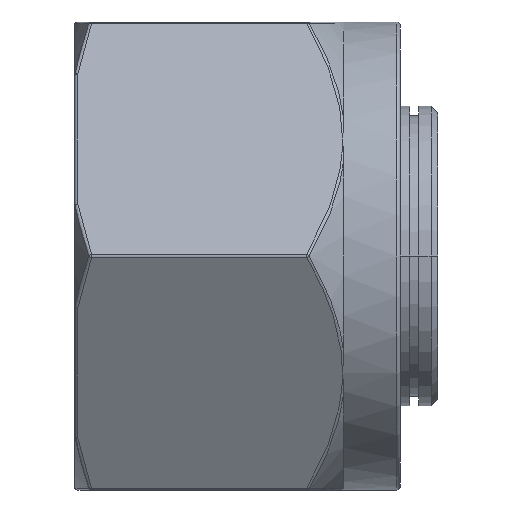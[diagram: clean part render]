
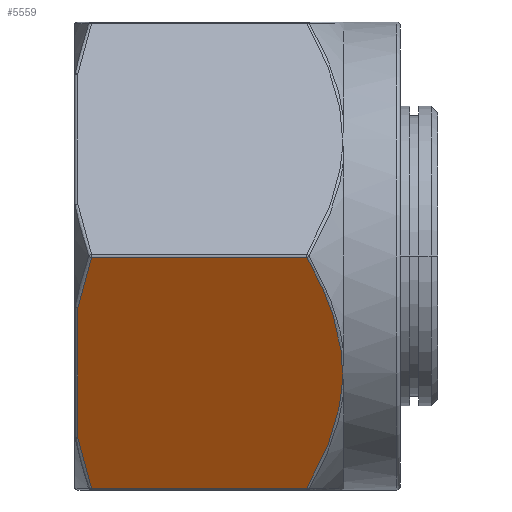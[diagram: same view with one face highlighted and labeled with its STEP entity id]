
A CAD part, front view. The second image highlights one B-rep face of the part: STEP entity #5559.
In plain terms, the highlighted planar face has unit normal (0, -0.866, -0.5).
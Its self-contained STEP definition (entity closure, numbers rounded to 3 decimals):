
#2074=CARTESIAN_POINT('',(-4.982,-7.271,
-12.406));
#2075=CARTESIAN_POINT('',(-4.846,-7.407,
-12.17));
#2076=CARTESIAN_POINT('',(-4.586,-7.679,
-11.699));
#2077=CARTESIAN_POINT('',(-4.228,-8.094,
-10.981));
#2078=CARTESIAN_POINT('',(-3.928,-8.489,
-10.296));
#2079=CARTESIAN_POINT('',(-3.666,-8.886,
-9.609));
#2080=CARTESIAN_POINT('',(-3.448,-9.288,
-8.912));
#2081=CARTESIAN_POINT('',(-3.287,-9.667,
-8.256));
#2082=CARTESIAN_POINT('',(-3.18,-10.008,
-7.666));
#2083=CARTESIAN_POINT('',(-3.116,-10.31,
-7.143));
#2084=CARTESIAN_POINT('',(-3.084,-10.579,
-6.677));
#2085=CARTESIAN_POINT('',(-3.078,-10.746,
-6.388));
#2086=CARTESIAN_POINT('',(-3.078,-10.825,
-6.25));
#2088=DIRECTION('',(-1.,0.,0.));
#2089=VECTOR('',#2088,11.498);
#2090=CARTESIAN_POINT('',(-4.982,-7.271,
-12.406));
#2091=LINE('',#2090,#2089);
#2092=CARTESIAN_POINT('',(-17.212,-8.819,
-9.725));
#2093=CARTESIAN_POINT('',(-17.17,-8.7,
-9.931));
#2094=CARTESIAN_POINT('',(-17.08,-8.466,
-10.336));
#2095=CARTESIAN_POINT('',(-16.921,-8.107,
-10.958));
#2096=CARTESIAN_POINT('',(-16.765,-7.789,
-11.51));
#2097=CARTESIAN_POINT('',(-16.618,-7.512,
-11.988));
#2098=CARTESIAN_POINT('',(-16.525,-7.348,
-12.273));
#2099=CARTESIAN_POINT('',(-16.481,-7.271,
-12.406));
#2101=DIRECTION('',(0.,-0.5,0.866));
#2102=VECTOR('',#2101,8.024);
#2103=CARTESIAN_POINT('',(-17.212,-8.819,
-9.725));
#2104=LINE('',#2103,#2102);
#2105=CARTESIAN_POINT('',(-16.481,-14.38,
-0.094));
#2106=CARTESIAN_POINT('',(-16.534,-14.288,
-0.253));
#2107=CARTESIAN_POINT('',(-16.632,-14.112,
-0.558));
#2108=CARTESIAN_POINT('',(-16.758,-13.873,
-0.972));
#2109=CARTESIAN_POINT('',(-16.866,-13.656,
-1.348));
#2110=CARTESIAN_POINT('',(-16.959,-13.458,
-1.69));
#2111=CARTESIAN_POINT('',(-17.038,-13.278,
-2.002));
#2112=CARTESIAN_POINT('',(-17.106,-13.113,
-2.287));
#2113=CARTESIAN_POINT('',(-17.164,-12.965,
-2.545));
#2114=CARTESIAN_POINT('',(-17.197,-12.874,
-2.701));
#2115=CARTESIAN_POINT('',(-17.212,-12.831,
-2.775));
#2117=DIRECTION('',(-1.,0.,0.));
#2118=VECTOR('',#2117,11.498);
#2119=CARTESIAN_POINT('',(-4.982,-14.38,
-0.094));
#2120=LINE('',#2119,#2118);
#2121=CARTESIAN_POINT('',(-3.078,-10.825,
-6.25));
#2122=CARTESIAN_POINT('',(-3.078,-10.872,
-6.168));
#2123=CARTESIAN_POINT('',(-3.08,-10.972,
-5.996));
#2124=CARTESIAN_POINT('',(-3.092,-11.137,
-5.71));
#2125=CARTESIAN_POINT('',(-3.115,-11.32,
-5.393));
#2126=CARTESIAN_POINT('',(-3.154,-11.524,
-5.04));
#2127=CARTESIAN_POINT('',(-3.213,-11.751,
-4.646));
#2128=CARTESIAN_POINT('',(-3.299,-12.007,
-4.204));
#2129=CARTESIAN_POINT('',(-3.419,-12.295,
-3.704));
#2130=CARTESIAN_POINT('',(-3.585,-12.621,
-3.14));
#2131=CARTESIAN_POINT('',(-3.808,-12.988,
-2.504));
#2132=CARTESIAN_POINT('',(-4.103,-13.4,
-1.791));
#2133=CARTESIAN_POINT('',(-4.484,-13.861,
-0.992));
#2134=CARTESIAN_POINT('',(-4.804,-14.202,
-0.402));
#2135=CARTESIAN_POINT('',(-4.982,-14.38,
-0.094));
#2977=VERTEX_POINT('',#2074);
#2978=VERTEX_POINT('',#2086);
#3050=CARTESIAN_POINT('',(-16.481,-7.271,
-12.406));
#3051=VERTEX_POINT('',#3050);
#3054=VERTEX_POINT('',#2092);
#3060=CARTESIAN_POINT('',(-17.212,-12.831,
-2.775));
#3061=VERTEX_POINT('',#3060);
#3065=VERTEX_POINT('',#2135);
#3069=CARTESIAN_POINT('',(-16.481,-14.38,
-0.094));
#3070=VERTEX_POINT('',#3069);
#5540=CARTESIAN_POINT('',(0.,-14.434,0.));
#5541=DIRECTION('',(0.,-0.866,-0.5));
#5542=DIRECTION('',(0.,0.5,-0.866));
#5543=AXIS2_PLACEMENT_3D('',#5540,#5541,#5542);
#5544=PLANE('',#5543);
#5545=ORIENTED_EDGE('',*,*,#5342,.F.);
#5547=ORIENTED_EDGE('',*,*,#5546,.T.);
#5549=ORIENTED_EDGE('',*,*,#5548,.F.);
#5551=ORIENTED_EDGE('',*,*,#5550,.T.);
#5553=ORIENTED_EDGE('',*,*,#5552,.F.);
#5555=ORIENTED_EDGE('',*,*,#5554,.F.);
#5556=ORIENTED_EDGE('',*,*,#5530,.F.);
#5557=EDGE_LOOP('',(#5545,#5547,#5549,#5551,#5553,#5555,#5556));
#5558=FACE_OUTER_BOUND('',#5557,.F.);
#2087=B_SPLINE_CURVE_WITH_KNOTS('',3,(#2074,#2075,#2076,#2077,#2078,#2079,#2080,
#2081,#2082,#2083,#2084,#2085,#2086),.UNSPECIFIED.,.F.,.F.,(4,1,1,1,1,1,1,1,1,1,
4),(0.,0.1,0.2,0.3,0.4,0.5,0.6,0.7,0.8,0.9,1.),
.UNSPECIFIED.);
#2100=B_SPLINE_CURVE_WITH_KNOTS('',3,(#2092,#2093,#2094,#2095,#2096,#2097,#2098,
#2099),.UNSPECIFIED.,.F.,.F.,(4,1,1,1,1,4),(0.,0.2,0.4,0.6,0.8,1.),
.UNSPECIFIED.);
#2116=B_SPLINE_CURVE_WITH_KNOTS('',3,(#2105,#2106,#2107,#2108,#2109,#2110,#2111,
#2112,#2113,#2114,#2115),.UNSPECIFIED.,.F.,.F.,(4,1,1,1,1,1,1,1,4),(0.,
0.125,0.25,0.375,0.5,0.625,0.75,0.875,1.),.UNSPECIFIED.);
#2136=B_SPLINE_CURVE_WITH_KNOTS('',3,(#2121,#2122,#2123,#2124,#2125,#2126,#2127,
#2128,#2129,#2130,#2131,#2132,#2133,#2134,#2135),.UNSPECIFIED.,.F.,.F.,(4,1,1,1,
1,1,1,1,1,1,1,1,4),(0.,0.083,0.167,0.25,
0.333,0.417,0.5,0.583,0.667,
0.75,0.833,0.917,1.),.UNSPECIFIED.);
#5342=EDGE_CURVE('',#2977,#2978,#2087,.T.);
#5530=EDGE_CURVE('',#2978,#3065,#2136,.T.);
#5546=EDGE_CURVE('',#2977,#3051,#2091,.T.);
#5548=EDGE_CURVE('',#3054,#3051,#2100,.T.);
#5550=EDGE_CURVE('',#3054,#3061,#2104,.T.);
#5552=EDGE_CURVE('',#3070,#3061,#2116,.T.);
#5554=EDGE_CURVE('',#3065,#3070,#2120,.T.);
#5559=ADVANCED_FACE('',(#5558),#5544,.T.);
